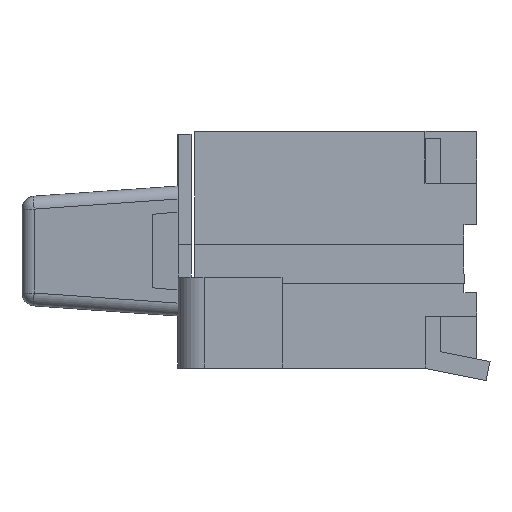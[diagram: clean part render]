
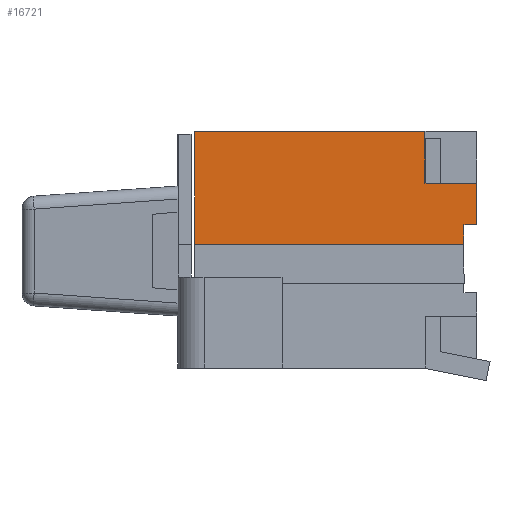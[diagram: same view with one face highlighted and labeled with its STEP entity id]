
A CAD part, left-side view. The second image highlights one B-rep face of the part: STEP entity #16721.
In plain terms, the highlighted planar face has unit normal (-1, 0, 0).
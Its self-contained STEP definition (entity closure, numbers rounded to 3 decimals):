
#37 = DIRECTION ( 'NONE',  ( 0., 0., -1. ) ) ;
#201 = EDGE_LOOP ( 'NONE', ( #7135, #8153, #7502, #15466, #8041, #13493, #7016, #11395 ) ) ;
#889 = VERTEX_POINT ( 'NONE', #14974 ) ;
#1248 = DIRECTION ( 'NONE',  ( -1., 0., 0. ) ) ;
#1563 = CARTESIAN_POINT ( 'NONE',  ( -2.146, 0.333, 0.458 ) ) ;
#2394 = DIRECTION ( 'NONE',  ( 0., 0., -1. ) ) ;
#2459 = CARTESIAN_POINT ( 'NONE',  ( -2.146, 0.333, 0.458 ) ) ;
#2475 = CARTESIAN_POINT ( 'NONE',  ( -2.146, -1.738, -0.258 ) ) ;
#2744 = CARTESIAN_POINT ( 'NONE',  ( -2.146, -4.538, -0.411 ) ) ;
#3024 = VERTEX_POINT ( 'NONE', #9391 ) ;
#3378 = VECTOR ( 'NONE', #7947, 1000. ) ;
#3744 = CARTESIAN_POINT ( 'NONE',  ( -2.146, -1.738, -0.411 ) ) ;
#3820 = EDGE_CURVE ( 'NONE', #889, #5992, #4724, .T. ) ;
#3935 = LINE ( 'NONE', #2744, #13183 ) ;
#3971 = VECTOR ( 'NONE', #14555, 1000. ) ;
#4119 = AXIS2_PLACEMENT_3D ( 'NONE', #2459, #1248, #9543 ) ;
#4136 = CARTESIAN_POINT ( 'NONE',  ( -2.146, 0.333, -0.411 ) ) ;
#4436 = CARTESIAN_POINT ( 'NONE',  ( -2.146, -1.838, -0.258 ) ) ;
#4724 = LINE ( 'NONE', #2475, #3378 ) ;
#5375 = VECTOR ( 'NONE', #2394, 1000. ) ;
#5630 = LINE ( 'NONE', #16669, #15145 ) ;
#5770 = LINE ( 'NONE', #6862, #14865 ) ;
#5855 = VERTEX_POINT ( 'NONE', #10494 ) ;
#5863 = EDGE_CURVE ( 'NONE', #3024, #13077, #15707, .T. ) ;
#5913 = EDGE_CURVE ( 'NONE', #5855, #5992, #12038, .T. ) ;
#5992 = VERTEX_POINT ( 'NONE', #4436 ) ;
#6800 = VERTEX_POINT ( 'NONE', #9904 ) ;
#6862 = CARTESIAN_POINT ( 'NONE',  ( -2.146, -1.438, 0.458 ) ) ;
#7016 = ORIENTED_EDGE ( 'NONE', *, *, #15755, .F. ) ;
#7135 = ORIENTED_EDGE ( 'NONE', *, *, #3820, .T. ) ;
#7502 = ORIENTED_EDGE ( 'NONE', *, *, #14023, .F. ) ;
#7563 = VERTEX_POINT ( 'NONE', #12875 ) ;
#7947 = DIRECTION ( 'NONE',  ( 0., -1., 0. ) ) ;
#8041 = ORIENTED_EDGE ( 'NONE', *, *, #9512, .T. ) ;
#8153 = ORIENTED_EDGE ( 'NONE', *, *, #5913, .F. ) ;
#8190 = DIRECTION ( 'NONE',  ( 0., 1., 0. ) ) ;
#8675 = DIRECTION ( 'NONE',  ( 0., 0., -1. ) ) ;
#8689 = EDGE_CURVE ( 'NONE', #889, #17047, #5630, .T. ) ;
#8920 = EDGE_CURVE ( 'NONE', #7563, #6800, #5770, .T. ) ;
#9391 = CARTESIAN_POINT ( 'NONE',  ( -2.146, 0.333, 0.458 ) ) ;
#9512 = EDGE_CURVE ( 'NONE', #7563, #3024, #15043, .T. ) ;
#9543 = DIRECTION ( 'NONE',  ( 0., -1., 0. ) ) ;
#9904 = CARTESIAN_POINT ( 'NONE',  ( -2.146, -1.438, 0.058 ) ) ;
#10494 = CARTESIAN_POINT ( 'NONE',  ( -2.146, -1.838, 0.058 ) ) ;
#10588 = LINE ( 'NONE', #15876, #3971 ) ;
#10837 = VECTOR ( 'NONE', #8675, 1000. ) ;
#11395 = ORIENTED_EDGE ( 'NONE', *, *, #8689, .F. ) ;
#12038 = LINE ( 'NONE', #16062, #5375 ) ;
#12875 = CARTESIAN_POINT ( 'NONE',  ( -2.146, -1.438, 0.458 ) ) ;
#13077 = VERTEX_POINT ( 'NONE', #4136 ) ;
#13183 = VECTOR ( 'NONE', #17681, 1000. ) ;
#13493 = ORIENTED_EDGE ( 'NONE', *, *, #5863, .T. ) ;
#13621 = FACE_OUTER_BOUND ( 'NONE', #201, .T. ) ;
#14023 = EDGE_CURVE ( 'NONE', #6800, #5855, #10588, .T. ) ;
#14324 = VECTOR ( 'NONE', #8190, 1000. ) ;
#14384 = CARTESIAN_POINT ( 'NONE',  ( -2.146, 0.333, 0.458 ) ) ;
#14555 = DIRECTION ( 'NONE',  ( 0., -1., 0. ) ) ;
#14865 = VECTOR ( 'NONE', #37, 1000. ) ;
#14974 = CARTESIAN_POINT ( 'NONE',  ( -2.146, -1.738, -0.258 ) ) ;
#15043 = LINE ( 'NONE', #1563, #14324 ) ;
#15145 = VECTOR ( 'NONE', #16753, 1000. ) ;
#15466 = ORIENTED_EDGE ( 'NONE', *, *, #8920, .F. ) ;
#15707 = LINE ( 'NONE', #14384, #10837 ) ;
#15755 = EDGE_CURVE ( 'NONE', #17047, #13077, #3935, .T. ) ;
#15876 = CARTESIAN_POINT ( 'NONE',  ( -2.146, -1.438, 0.058 ) ) ;
#16062 = CARTESIAN_POINT ( 'NONE',  ( -2.146, -1.838, 0.458 ) ) ;
#16669 = CARTESIAN_POINT ( 'NONE',  ( -2.146, -1.738, -0.258 ) ) ;
#16721 = ADVANCED_FACE ( 'NONE', ( #13621 ), #17573, .T. ) ;
#16753 = DIRECTION ( 'NONE',  ( 0., 0., -1. ) ) ;
#17047 = VERTEX_POINT ( 'NONE', #3744 ) ;
#17573 = PLANE ( 'NONE',  #4119 ) ;
#17681 = DIRECTION ( 'NONE',  ( 0., 1., 0. ) ) ;
